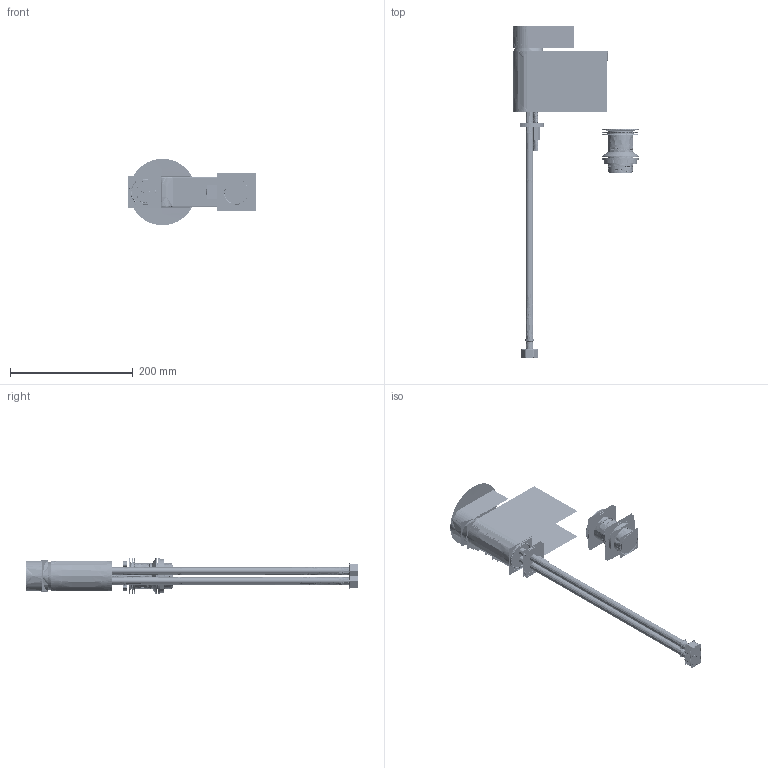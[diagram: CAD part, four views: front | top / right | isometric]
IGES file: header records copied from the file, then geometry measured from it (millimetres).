
Start section:  PTC IGES file: MBPS110P+.igs
Global section: file name: MBPS110P+.igs; native system: Creo Parametric by PTC Inc.; preprocessor: 2017170; author: tangfujin; organization: Unknown; date: 20191213.165502; units: millimetre
Bounding box: 207.48 x 542.02 x 108.42 mm (x, y, z)
Surface area: 4460375.9 mm2 (no closed solid volume)
Topology: 0 solids, 0 shells, 13972 faces, 119071 edges, 175166 vertices
Faces by surface type: bspline 13972
